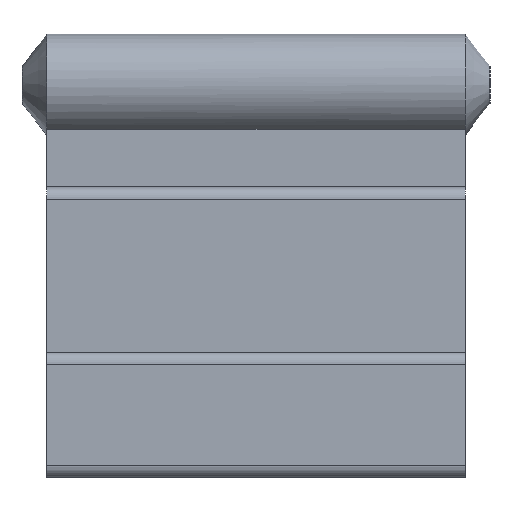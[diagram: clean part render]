
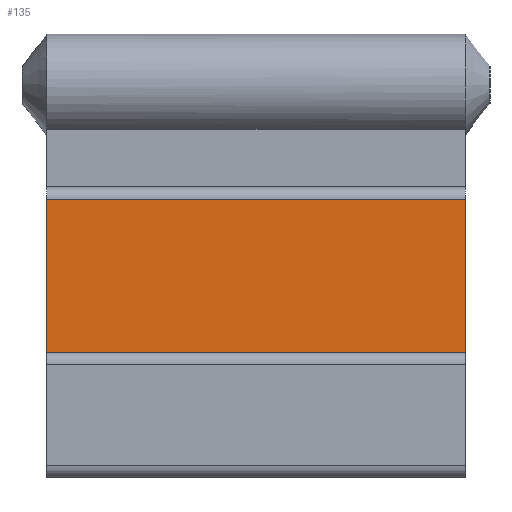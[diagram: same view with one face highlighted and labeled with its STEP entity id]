
A CAD part, left-side view. The second image highlights one B-rep face of the part: STEP entity #135.
In plain terms, the highlighted planar face has unit normal (-1, 0, 0).
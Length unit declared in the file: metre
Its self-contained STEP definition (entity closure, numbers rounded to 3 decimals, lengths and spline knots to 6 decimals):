
#135=ADVANCED_FACE('',(#356),#357,.T.);
#356=FACE_OUTER_BOUND('',#664,.T.);
#357=PLANE('',#665);
#664=EDGE_LOOP('',(#996,#997,#998,#999));
#665=AXIS2_PLACEMENT_3D('',#1000,#1001,#1002);
#996=ORIENTED_EDGE('',*,*,#1924,.F.);
#997=ORIENTED_EDGE('',*,*,#1925,.T.);
#998=ORIENTED_EDGE('',*,*,#1926,.T.);
#999=ORIENTED_EDGE('',*,*,#1927,.F.);
#1000=CARTESIAN_POINT('',(-0.003875,0.0,-0.0005));
#1001=DIRECTION('',(-1.0,0.,0.));
#1002=DIRECTION('',(0.,-1.0,0.));
#1924=EDGE_CURVE('',#2322,#2323,#2324,.T.);
#1925=EDGE_CURVE('',#2322,#2325,#2326,.T.);
#1926=EDGE_CURVE('',#2325,#2327,#2328,.T.);
#1927=EDGE_CURVE('',#2323,#2327,#2329,.T.);
#2322=VERTEX_POINT('',#2900);
#2323=VERTEX_POINT('',#2901);
#2324=LINE('',#2902,#2903);
#2325=VERTEX_POINT('',#2904);
#2326=LINE('',#2905,#2906);
#2327=VERTEX_POINT('',#2907);
#2328=LINE('',#2908,#2909);
#2329=LINE('',#2910,#2911);
#2900=CARTESIAN_POINT('',(-0.003875,0.0,-0.01045));
#2901=CARTESIAN_POINT('',(-0.003875,0.017,-0.01045));
#2902=CARTESIAN_POINT('',(-0.003875,0.0,-0.01045));
#2903=VECTOR('',#3610,1.0);
#2904=CARTESIAN_POINT('',(-0.003875,0.0,-0.0005));
#2905=CARTESIAN_POINT('',(-0.003875,0.0,-0.0005));
#2906=VECTOR('',#3611,1.0);
#2907=CARTESIAN_POINT('',(-0.003875,0.017,-0.0005));
#2908=CARTESIAN_POINT('',(-0.003875,0.0,-0.0005));
#2909=VECTOR('',#3612,1.0);
#2910=CARTESIAN_POINT('',(-0.003875,0.017,-0.0005));
#2911=VECTOR('',#3613,1.0);
#3610=DIRECTION('',(0.,1.0,0.));
#3611=DIRECTION('',(0.,0.,1.0));
#3612=DIRECTION('',(0.,1.0,0.));
#3613=DIRECTION('',(0.,0.,1.0));
